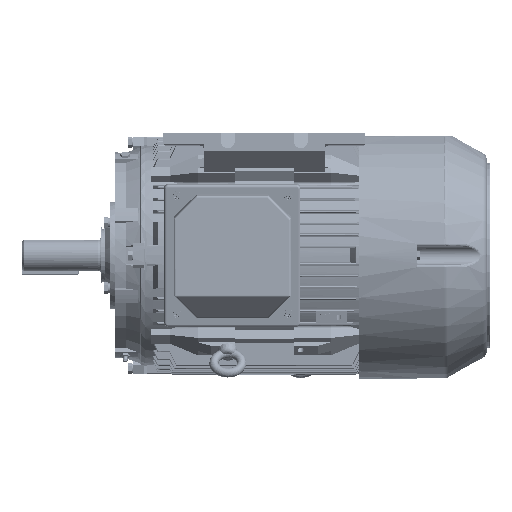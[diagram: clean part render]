
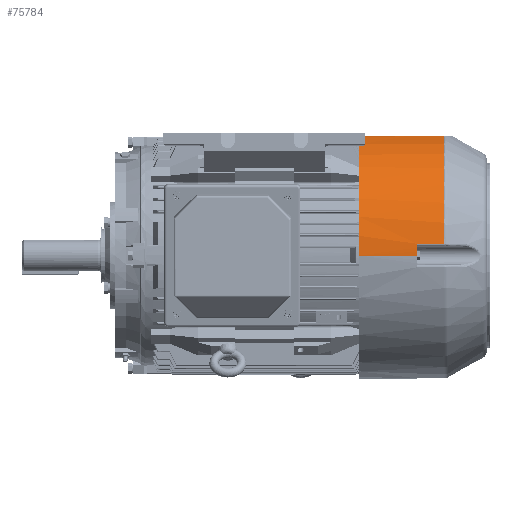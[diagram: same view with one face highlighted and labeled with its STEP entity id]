
A CAD part, top view. The second image highlights one B-rep face of the part: STEP entity #75784.
In plain terms, the highlighted cylindrical face has radius 160.5 mm (diameter 321 mm), a partial arc.
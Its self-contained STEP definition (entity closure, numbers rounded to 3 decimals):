
#15438 = CARTESIAN_POINT ( 'NONE',  ( 110.493, -15.286, -159.77 ) ) ;
#16118 = CARTESIAN_POINT ( 'NONE',  ( 110.493, -155., -41.656 ) ) ;
#19564 = CARTESIAN_POINT ( 'NONE',  ( 0., 0., -160.5 ) ) ;
#19567 = DIRECTION ( 'NONE',  ( -1., 0., 0. ) ) ;
#19568 = VECTOR ( 'NONE', #19567, 1000. ) ;
#19570 = CARTESIAN_POINT ( 'NONE',  ( 0., 0., -160.5 ) ) ;
#19571 = LINE ( 'NONE', #19570, #19568 ) ;
#19576 = CARTESIAN_POINT ( 'NONE',  ( 75., 0., -160.5 ) ) ;
#19616 = DIRECTION ( 'NONE',  ( 0., 0., 1. ) ) ;
#19617 = DIRECTION ( 'NONE',  ( -1., 0., 0. ) ) ;
#19619 = CARTESIAN_POINT ( 'NONE',  ( 110.493, 0., 0. ) ) ;
#19621 = AXIS2_PLACEMENT_3D ( 'NONE', #19619, #19617, #19616 ) ;
#19631 = CIRCLE ( 'NONE', #19621, 160.5 ) ;
#23080 = LINE ( 'NONE', #23096, #23094 ) ;
#23091 = CARTESIAN_POINT ( 'NONE',  ( 5., -155., -41.656 ) ) ;
#23092 = DIRECTION ( 'NONE',  ( -1., 0., 0. ) ) ;
#23094 = VECTOR ( 'NONE', #23092, 1000. ) ;
#23096 = CARTESIAN_POINT ( 'NONE',  ( 70., -155., -41.656 ) ) ;
#23443 = DIRECTION ( 'NONE',  ( -1., 0., 0. ) ) ;
#23445 = VECTOR ( 'NONE', #23443, 1000. ) ;
#23447 = CARTESIAN_POINT ( 'NONE',  ( 170., -155., -41.656 ) ) ;
#23450 = LINE ( 'NONE', #23447, #23445 ) ;
#23709 = CARTESIAN_POINT ( 'NONE',  ( 60., -155., -41.656 ) ) ;
#23730 = CARTESIAN_POINT ( 'NONE',  ( 0., -153.569, -46.656 ) ) ;
#23744 = CARTESIAN_POINT ( 'NONE',  ( 0., -153.569, -46.656 ) ) ;
#23745 = CARTESIAN_POINT ( 'NONE',  ( 0., -153.667, -46.334 ) ) ;
#23747 = CARTESIAN_POINT ( 'NONE',  ( 0.031, -153.763, -46.016 ) ) ;
#23749 = CARTESIAN_POINT ( 'NONE',  ( 0.154, -153.95, -45.385 ) ) ;
#23751 = CARTESIAN_POINT ( 'NONE',  ( 0.247, -154.042, -45.073 ) ) ;
#23753 = CARTESIAN_POINT ( 'NONE',  ( 0.488, -154.214, -44.478 ) ) ;
#23755 = CARTESIAN_POINT ( 'NONE',  ( 0.637, -154.297, -44.192 ) ) ;
#23757 = CARTESIAN_POINT ( 'NONE',  ( 0.995, -154.452, -43.645 ) ) ;
#23759 = CARTESIAN_POINT ( 'NONE',  ( 1.2, -154.524, -43.39 ) ) ;
#23760 = CARTESIAN_POINT ( 'NONE',  ( 1.543, -154.621, -43.041 ) ) ;
#23762 = CARTESIAN_POINT ( 'NONE',  ( 1.663, -154.652, -42.93 ) ) ;
#23763 = CARTESIAN_POINT ( 'NONE',  ( 1.915, -154.711, -42.718 ) ) ;
#23765 = CARTESIAN_POINT ( 'NONE',  ( 2.048, -154.739, -42.617 ) ) ;
#23767 = CARTESIAN_POINT ( 'NONE',  ( 2.458, -154.815, -42.338 ) ) ;
#23769 = CARTESIAN_POINT ( 'NONE',  ( 2.747, -154.858, -42.18 ) ) ;
#23771 = CARTESIAN_POINT ( 'NONE',  ( 3.358, -154.928, -41.922 ) ) ;
#23772 = CARTESIAN_POINT ( 'NONE',  ( 3.681, -154.955, -41.822 ) ) ;
#23774 = CARTESIAN_POINT ( 'NONE',  ( 4.332, -154.991, -41.69 ) ) ;
#23788 = CARTESIAN_POINT ( 'NONE',  ( 4.663, -155., -41.656 ) ) ;
#23790 = CARTESIAN_POINT ( 'NONE',  ( 5., -155., -41.656 ) ) ;
#23795 = B_SPLINE_CURVE_WITH_KNOTS ( 'NONE', 3,
 ( #23790, #23788, #23774, #23772, #23771, #23769, #23767, #23765, #23763, #23762, #23760, #23759, #23757, #23755, #23753, #23751, #23749, #23747, #23745, #23744 ),
 .UNSPECIFIED., .F., .F.,
 ( 4, 2, 2, 2, 2, 2, 2, 2, 2, 4 ),
 ( 0., 0.001, 0.002, 0.003, 0.003, 0.004, 0.005, 0.006, 0.007, 0.008 ),
 .UNSPECIFIED. ) ;
#23830 = DIRECTION ( 'NONE',  ( 1., 0., 0. ) ) ;
#23831 = VECTOR ( 'NONE', #23830, 1000. ) ;
#23833 = CARTESIAN_POINT ( 'NONE',  ( 0., -15.286, -159.77 ) ) ;
#23834 = LINE ( 'NONE', #23833, #23831 ) ;
#23839 = CARTESIAN_POINT ( 'NONE',  ( 75., -15.286, -159.77 ) ) ;
#23841 = DIRECTION ( 'NONE',  ( 0., 0., 1. ) ) ;
#23843 = DIRECTION ( 'NONE',  ( -1., 0., 0. ) ) ;
#23845 = CARTESIAN_POINT ( 'NONE',  ( 75., 0., 0. ) ) ;
#23847 = AXIS2_PLACEMENT_3D ( 'NONE', #23845, #23843, #23841 ) ;
#23848 = CIRCLE ( 'NONE', #23847, 160.5 ) ;
#23851 = DIRECTION ( 'NONE',  ( 0., 0., 1. ) ) ;
#23853 = DIRECTION ( 'NONE',  ( -1., 0., 0. ) ) ;
#23854 = CARTESIAN_POINT ( 'NONE',  ( 0., 0., 0. ) ) ;
#23855 = AXIS2_PLACEMENT_3D ( 'NONE', #23854, #23853, #23851 ) ;
#23862 = CYLINDRICAL_SURFACE ( 'NONE', #23855, 160.5 ) ;
#23864 = FACE_OUTER_BOUND ( 'NONE', #75787, .T. ) ;
#23920 = DIRECTION ( 'NONE',  ( 0., 0., 1. ) ) ;
#23922 = DIRECTION ( 'NONE',  ( -1., 0., 0. ) ) ;
#23924 = CARTESIAN_POINT ( 'NONE',  ( 0., 0., 0. ) ) ;
#23925 = AXIS2_PLACEMENT_3D ( 'NONE', #23924, #23922, #23920 ) ;
#23927 = CIRCLE ( 'NONE', #23925, 160.5 ) ;
#73615 = VERTEX_POINT ( 'NONE', #15438 ) ;
#73845 = VERTEX_POINT ( 'NONE', #16118 ) ;
#74757 = VERTEX_POINT ( 'NONE', #19576 ) ;
#74761 = EDGE_CURVE ( 'NONE', #74757, #74763, #19571, .T. ) ;
#74763 = VERTEX_POINT ( 'NONE', #19564 ) ;
#74781 = EDGE_CURVE ( 'NONE', #73615, #73845, #19631, .T. ) ;
#75690 = EDGE_CURVE ( 'NONE', #73845, #75738, #23450, .T. ) ;
#75738 = VERTEX_POINT ( 'NONE', #23709 ) ;
#75749 = ORIENTED_EDGE ( 'NONE', *, *, #74781, .T. ) ;
#75750 = ORIENTED_EDGE ( 'NONE', *, *, #75690, .T. ) ;
#75751 = ORIENTED_EDGE ( 'NONE', *, *, #75752, .T. ) ;
#75752 = EDGE_CURVE ( 'NONE', #75738, #75753, #23080, .T. ) ;
#75753 = VERTEX_POINT ( 'NONE', #23091 ) ;
#75754 = ORIENTED_EDGE ( 'NONE', *, *, #75756, .T. ) ;
#75756 = EDGE_CURVE ( 'NONE', #75753, #75773, #23795, .T. ) ;
#75758 = ORIENTED_EDGE ( 'NONE', *, *, #75821, .F. ) ;
#75773 = VERTEX_POINT ( 'NONE', #23730 ) ;
#75784 = ADVANCED_FACE ( 'NONE', ( #23864 ), #23862, .T. ) ;
#75787 = EDGE_LOOP ( 'NONE', ( #75788, #75789, #75792, #75749, #75750, #75751, #75754, #75758 ) ) ;
#75788 = ORIENTED_EDGE ( 'NONE', *, *, #74761, .F. ) ;
#75789 = ORIENTED_EDGE ( 'NONE', *, *, #75790, .T. ) ;
#75790 = EDGE_CURVE ( 'NONE', #74757, #75791, #23848, .T. ) ;
#75791 = VERTEX_POINT ( 'NONE', #23839 ) ;
#75792 = ORIENTED_EDGE ( 'NONE', *, *, #75793, .T. ) ;
#75793 = EDGE_CURVE ( 'NONE', #75791, #73615, #23834, .T. ) ;
#75821 = EDGE_CURVE ( 'NONE', #74763, #75773, #23927, .T. ) ;
